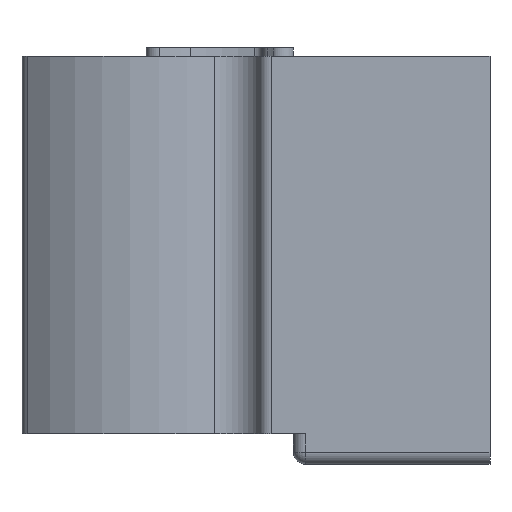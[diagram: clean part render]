
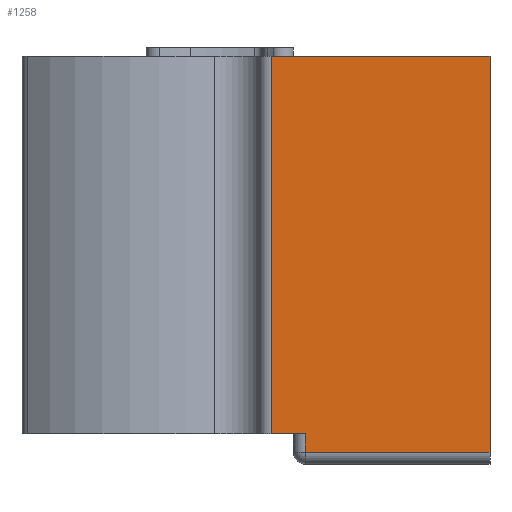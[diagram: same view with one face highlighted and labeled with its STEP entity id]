
A CAD part, left-side view. The second image highlights one B-rep face of the part: STEP entity #1258.
In plain terms, the highlighted planar face has unit normal (-1, 0, 0).
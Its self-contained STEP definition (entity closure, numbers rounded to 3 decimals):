
#2 = DIRECTION ( 'NONE',  ( 0., -1., 0. ) ) ;
#45 = VECTOR ( 'NONE', #1586, 1000. ) ;
#132 = DIRECTION ( 'NONE',  ( -1., 0., 0. ) ) ;
#140 = VERTEX_POINT ( 'NONE', #300 ) ;
#178 = ORIENTED_EDGE ( 'NONE', *, *, #1097, .F. ) ;
#219 = EDGE_CURVE ( 'NONE', #303, #1514, #1497, .T. ) ;
#268 = ORIENTED_EDGE ( 'NONE', *, *, #1345, .T. ) ;
#300 = CARTESIAN_POINT ( 'NONE',  ( -15.032, -22.782, 5. ) ) ;
#303 = VERTEX_POINT ( 'NONE', #1031 ) ;
#307 = CARTESIAN_POINT ( 'NONE',  ( -15.032, -6.565, 5. ) ) ;
#368 = LINE ( 'NONE', #1075, #1929 ) ;
#427 = DIRECTION ( 'NONE',  ( 0., 0., 1. ) ) ;
#523 = VECTOR ( 'NONE', #1752, 1000. ) ;
#574 = CARTESIAN_POINT ( 'NONE',  ( -15.032, -22.782, -21.238 ) ) ;
#617 = VECTOR ( 'NONE', #928, 1000. ) ;
#636 = LINE ( 'NONE', #1474, #45 ) ;
#637 = CARTESIAN_POINT ( 'NONE',  ( -15.032, -8.267, -20. ) ) ;
#676 = ORIENTED_EDGE ( 'NONE', *, *, #1695, .T. ) ;
#695 = CARTESIAN_POINT ( 'NONE',  ( -15.032, -6.565, -21.238 ) ) ;
#793 = DIRECTION ( 'NONE',  ( 0., 0., -1. ) ) ;
#807 = EDGE_CURVE ( 'NONE', #1514, #1794, #1184, .T. ) ;
#878 = ORIENTED_EDGE ( 'NONE', *, *, #1132, .T. ) ;
#928 = DIRECTION ( 'NONE',  ( 0., -1., 0. ) ) ;
#1016 = LINE ( 'NONE', #307, #617 ) ;
#1031 = CARTESIAN_POINT ( 'NONE',  ( -15.032, -10.544, -20. ) ) ;
#1055 = ORIENTED_EDGE ( 'NONE', *, *, #219, .T. ) ;
#1075 = CARTESIAN_POINT ( 'NONE',  ( -15.032, -6.565, -20. ) ) ;
#1094 = CARTESIAN_POINT ( 'NONE',  ( -15.032, -8.267, -20. ) ) ;
#1097 = EDGE_CURVE ( 'NONE', #1931, #140, #1016, .T. ) ;
#1123 = VERTEX_POINT ( 'NONE', #637 ) ;
#1125 = CARTESIAN_POINT ( 'NONE',  ( -15.032, -10.544, -21.238 ) ) ;
#1132 = EDGE_CURVE ( 'NONE', #1931, #1123, #1678, .T. ) ;
#1184 = LINE ( 'NONE', #695, #523 ) ;
#1196 = EDGE_LOOP ( 'NONE', ( #1055, #1886, #676, #178, #878, #268 ) ) ;
#1258 = ADVANCED_FACE ( 'NONE', ( #1963 ), #1330, .T. ) ;
#1320 = VECTOR ( 'NONE', #1730, 1000. ) ;
#1330 = PLANE ( 'NONE',  #1433 ) ;
#1345 = EDGE_CURVE ( 'NONE', #1123, #303, #368, .T. ) ;
#1355 = VECTOR ( 'NONE', #793, 1000. ) ;
#1433 = AXIS2_PLACEMENT_3D ( 'NONE', #1939, #132, #427 ) ;
#1474 = CARTESIAN_POINT ( 'NONE',  ( -15.032, -22.782, -20. ) ) ;
#1480 = CARTESIAN_POINT ( 'NONE',  ( -15.032, -8.267, 5. ) ) ;
#1497 = LINE ( 'NONE', #1938, #1355 ) ;
#1514 = VERTEX_POINT ( 'NONE', #1125 ) ;
#1586 = DIRECTION ( 'NONE',  ( 0., 0., 1. ) ) ;
#1678 = LINE ( 'NONE', #1094, #1320 ) ;
#1695 = EDGE_CURVE ( 'NONE', #1794, #140, #636, .T. ) ;
#1730 = DIRECTION ( 'NONE',  ( 0., 0., -1. ) ) ;
#1752 = DIRECTION ( 'NONE',  ( 0., -1., 0. ) ) ;
#1794 = VERTEX_POINT ( 'NONE', #574 ) ;
#1886 = ORIENTED_EDGE ( 'NONE', *, *, #807, .T. ) ;
#1929 = VECTOR ( 'NONE', #2, 1000. ) ;
#1931 = VERTEX_POINT ( 'NONE', #1480 ) ;
#1938 = CARTESIAN_POINT ( 'NONE',  ( -15.032, -10.544, -20. ) ) ;
#1939 = CARTESIAN_POINT ( 'NONE',  ( -15.032, -6.565, -20. ) ) ;
#1963 = FACE_OUTER_BOUND ( 'NONE', #1196, .T. ) ;
